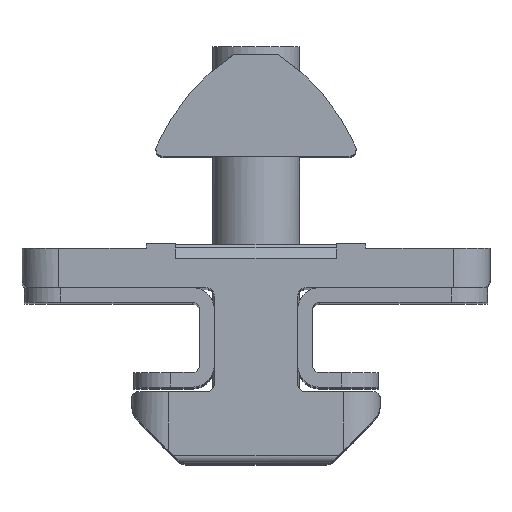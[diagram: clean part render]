
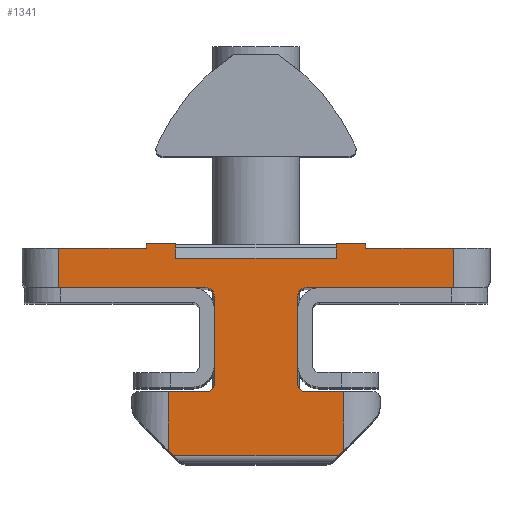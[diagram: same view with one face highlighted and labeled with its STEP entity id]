
A CAD part, top view. The second image highlights one B-rep face of the part: STEP entity #1341.
In plain terms, the highlighted planar face has unit normal (0, 0, 1).
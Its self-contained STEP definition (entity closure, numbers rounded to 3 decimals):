
#1341=ADVANCED_FACE('',(#1777),#1778,.T.);
#1777=FACE_OUTER_BOUND('',#2476,.T.);
#1778=PLANE('',#2477);
#2476=EDGE_LOOP('',(#3732,#3733,#3734,#3735,#3736,#3737,#3738,#3739,#3740,#3741,#3742,#3743,#3744,#3745,#3746,#3747,#3748,#3749,#3750,#3751,#3752,#3753,#3754,#3755,#3756,#3757));
#2477=AXIS2_PLACEMENT_3D('',#3758,#3759,#3760);
#3732=ORIENTED_EDGE('',*,*,#6205,.T.);
#3733=ORIENTED_EDGE('',*,*,#6067,.F.);
#3734=ORIENTED_EDGE('',*,*,#6206,.T.);
#3735=ORIENTED_EDGE('',*,*,#6207,.T.);
#3736=ORIENTED_EDGE('',*,*,#6208,.T.);
#3737=ORIENTED_EDGE('',*,*,#6209,.T.);
#3738=ORIENTED_EDGE('',*,*,#6210,.T.);
#3739=ORIENTED_EDGE('',*,*,#6211,.F.);
#3740=ORIENTED_EDGE('',*,*,#6212,.T.);
#3741=ORIENTED_EDGE('',*,*,#6213,.T.);
#3742=ORIENTED_EDGE('',*,*,#6214,.T.);
#3743=ORIENTED_EDGE('',*,*,#6058,.T.);
#3744=ORIENTED_EDGE('',*,*,#6215,.T.);
#3745=ORIENTED_EDGE('',*,*,#5926,.F.);
#3746=ORIENTED_EDGE('',*,*,#6216,.T.);
#3747=ORIENTED_EDGE('',*,*,#6217,.F.);
#3748=ORIENTED_EDGE('',*,*,#6218,.T.);
#3749=ORIENTED_EDGE('',*,*,#6014,.F.);
#3750=ORIENTED_EDGE('',*,*,#6219,.T.);
#3751=ORIENTED_EDGE('',*,*,#5978,.T.);
#3752=ORIENTED_EDGE('',*,*,#6220,.T.);
#3753=ORIENTED_EDGE('',*,*,#5998,.T.);
#3754=ORIENTED_EDGE('',*,*,#6221,.T.);
#3755=ORIENTED_EDGE('',*,*,#6222,.F.);
#3756=ORIENTED_EDGE('',*,*,#6223,.T.);
#3757=ORIENTED_EDGE('',*,*,#6182,.F.);
#3758=CARTESIAN_POINT('',(-15.5,12.5,80.0));
#3759=DIRECTION('',(0.0,0.0,1.0));
#3760=DIRECTION('',(1.0,0.0,0.0));
#5926=EDGE_CURVE('',#6933,#6935,#6936,.T.);
#5978=EDGE_CURVE('',#7031,#7029,#7032,.T.);
#5998=EDGE_CURVE('',#7068,#7066,#7069,.T.);
#6014=EDGE_CURVE('',#7096,#7098,#7099,.T.);
#6058=EDGE_CURVE('',#7181,#7182,#7183,.T.);
#6067=EDGE_CURVE('',#7195,#7197,#7198,.T.);
#6182=EDGE_CURVE('',#7410,#7412,#7413,.T.);
#6205=EDGE_CURVE('',#7410,#7197,#7452,.T.);
#6206=EDGE_CURVE('',#7195,#7453,#7454,.T.);
#6207=EDGE_CURVE('',#7453,#7455,#7456,.T.);
#6208=EDGE_CURVE('',#7455,#7457,#7458,.T.);
#6209=EDGE_CURVE('',#7457,#7459,#7460,.T.);
#6210=EDGE_CURVE('',#7459,#7461,#7462,.T.);
#6211=EDGE_CURVE('',#7463,#7461,#7464,.T.);
#6212=EDGE_CURVE('',#7463,#7465,#7466,.T.);
#6213=EDGE_CURVE('',#7465,#7467,#7468,.T.);
#6214=EDGE_CURVE('',#7467,#7181,#7469,.T.);
#6215=EDGE_CURVE('',#7182,#6935,#7470,.T.);
#6216=EDGE_CURVE('',#6933,#7471,#7472,.T.);
#6217=EDGE_CURVE('',#7473,#7471,#7474,.T.);
#6218=EDGE_CURVE('',#7473,#7098,#7475,.T.);
#6219=EDGE_CURVE('',#7096,#7031,#7476,.T.);
#6220=EDGE_CURVE('',#7029,#7068,#7477,.T.);
#6221=EDGE_CURVE('',#7066,#7478,#7479,.T.);
#6222=EDGE_CURVE('',#7480,#7478,#7481,.T.);
#6223=EDGE_CURVE('',#7480,#7412,#7482,.T.);
#6933=VERTEX_POINT('',#8808);
#6935=VERTEX_POINT('',#8811);
#6936=CIRCLE('',#8812,0.58);
#7029=VERTEX_POINT('',#9060);
#7031=VERTEX_POINT('',#9062);
#7032=LINE('',#9063,#9064);
#7066=VERTEX_POINT('',#9187);
#7068=VERTEX_POINT('',#9189);
#7069=LINE('',#9190,#9191);
#7096=VERTEX_POINT('',#9279);
#7098=VERTEX_POINT('',#9281);
#7099=LINE('',#9282,#9283);
#7181=VERTEX_POINT('',#9518);
#7182=VERTEX_POINT('',#9519);
#7183=LINE('',#9520,#9521);
#7195=VERTEX_POINT('',#9553);
#7197=VERTEX_POINT('',#9555);
#7198=LINE('',#9556,#9557);
#7410=VERTEX_POINT('',#10067);
#7412=VERTEX_POINT('',#10070);
#7413=CIRCLE('',#10071,0.58);
#7452=LINE('',#10148,#10149);
#7453=VERTEX_POINT('',#10150);
#7454=LINE('',#10151,#10152);
#7455=VERTEX_POINT('',#10153);
#7456=LINE('',#10154,#10155);
#7457=VERTEX_POINT('',#10156);
#7458=LINE('',#10157,#10158);
#7459=VERTEX_POINT('',#10159);
#7460=LINE('',#10160,#10161);
#7461=VERTEX_POINT('',#10162);
#7462=LINE('',#10163,#10164);
#7463=VERTEX_POINT('',#10165);
#7464=LINE('',#10166,#10167);
#7465=VERTEX_POINT('',#10168);
#7466=LINE('',#10169,#10170);
#7467=VERTEX_POINT('',#10171);
#7468=LINE('',#10172,#10173);
#7469=LINE('',#10174,#10175);
#7470=LINE('',#10176,#10177);
#7471=VERTEX_POINT('',#10178);
#7472=LINE('',#10179,#10180);
#7473=VERTEX_POINT('',#10181);
#7474=CIRCLE('',#10182,0.5);
#7475=LINE('',#10183,#10184);
#7476=LINE('',#10185,#10186);
#7477=LINE('',#10187,#10188);
#7478=VERTEX_POINT('',#10189);
#7479=LINE('',#10190,#10191);
#7480=VERTEX_POINT('',#10192);
#7481=CIRCLE('',#10193,0.5);
#7482=LINE('',#10194,#10195);
#8808=CARTESIAN_POINT('',(-2.85,11.42,80.0));
#8811=CARTESIAN_POINT('',(-3.43,12.0,80.0));
#8812=AXIS2_PLACEMENT_3D('',#11756,#11757,#11758);
#9060=CARTESIAN_POINT('',(5.634,0.5,80.0));
#9062=CARTESIAN_POINT('',(-5.634,0.5,80.0));
#9063=CARTESIAN_POINT('',(15.0,0.5,80.0));
#9064=VECTOR('',#11823,1.0);
#9187=CARTESIAN_POINT('',(6.0,4.9,80.0));
#9189=CARTESIAN_POINT('',(6.0,0.87,80.0));
#9190=CARTESIAN_POINT('',(6.0,-5.1,80.0));
#9191=VECTOR('',#11846,1.0);
#9279=CARTESIAN_POINT('',(-6.0,0.87,80.0));
#9281=CARTESIAN_POINT('',(-6.0,4.9,80.0));
#9282=CARTESIAN_POINT('',(-6.0,-5.1,80.0));
#9283=VECTOR('',#11865,1.0);
#9518=CARTESIAN_POINT('',(-13.5,14.7,80.0));
#9519=CARTESIAN_POINT('',(-13.5,12.0,80.0));
#9520=CARTESIAN_POINT('',(-13.5,20.0,80.0));
#9521=VECTOR('',#11924,1.0);
#9553=CARTESIAN_POINT('',(13.5,14.7,80.0));
#9555=CARTESIAN_POINT('',(13.5,12.0,80.0));
#9556=CARTESIAN_POINT('',(13.5,20.0,80.0));
#9557=VECTOR('',#11938,1.0);
#10067=CARTESIAN_POINT('',(3.43,12.0,80.0));
#10070=CARTESIAN_POINT('',(2.85,11.42,80.0));
#10071=AXIS2_PLACEMENT_3D('',#12081,#12082,#12083);
#10148=CARTESIAN_POINT('',(3.43,12.0,80.0));
#10149=VECTOR('',#12113,1.0);
#10150=CARTESIAN_POINT('',(7.5,14.7,80.0));
#10151=CARTESIAN_POINT('',(16.0,14.7,80.0));
#10152=VECTOR('',#12114,1.0);
#10153=CARTESIAN_POINT('',(7.5,15.0,80.0));
#10154=CARTESIAN_POINT('',(7.5,14.7,80.0));
#10155=VECTOR('',#12115,1.0);
#10156=CARTESIAN_POINT('',(5.5,15.0,80.0));
#10157=CARTESIAN_POINT('',(7.5,15.0,80.0));
#10158=VECTOR('',#12116,1.0);
#10159=CARTESIAN_POINT('',(5.5,14.0,80.0));
#10160=CARTESIAN_POINT('',(5.5,22.0,80.0));
#10161=VECTOR('',#12117,1.0);
#10162=CARTESIAN_POINT('',(-5.5,14.0,80.0));
#10163=CARTESIAN_POINT('',(5.5,14.0,80.0));
#10164=VECTOR('',#12118,1.0);
#10165=CARTESIAN_POINT('',(-5.5,15.0,80.0));
#10166=CARTESIAN_POINT('',(-5.5,22.0,80.0));
#10167=VECTOR('',#12119,1.0);
#10168=CARTESIAN_POINT('',(-7.5,15.0,80.0));
#10169=CARTESIAN_POINT('',(7.5,15.0,80.0));
#10170=VECTOR('',#12120,1.0);
#10171=CARTESIAN_POINT('',(-7.5,14.7,80.0));
#10172=CARTESIAN_POINT('',(-7.5,15.0,80.0));
#10173=VECTOR('',#12121,1.0);
#10174=CARTESIAN_POINT('',(-7.5,14.7,80.0));
#10175=VECTOR('',#12122,1.0);
#10176=CARTESIAN_POINT('',(-15.5,12.0,80.0));
#10177=VECTOR('',#12123,1.0);
#10178=CARTESIAN_POINT('',(-2.85,5.4,80.0));
#10179=CARTESIAN_POINT('',(-2.85,11.42,80.0));
#10180=VECTOR('',#12124,1.0);
#10181=CARTESIAN_POINT('',(-3.35,4.9,80.0));
#10182=AXIS2_PLACEMENT_3D('',#12125,#12126,#12127);
#10183=CARTESIAN_POINT('',(-3.35,4.9,80.0));
#10184=VECTOR('',#12128,1.0);
#10185=CARTESIAN_POINT('',(-8.067,2.962,80.0));
#10186=VECTOR('',#12129,1.0);
#10187=CARTESIAN_POINT('',(5.434,0.297,80.0));
#10188=VECTOR('',#12130,1.0);
#10189=CARTESIAN_POINT('',(3.35,4.9,80.0));
#10190=CARTESIAN_POINT('',(8.0,4.9,80.0));
#10191=VECTOR('',#12131,1.0);
#10192=CARTESIAN_POINT('',(2.85,5.4,80.0));
#10193=AXIS2_PLACEMENT_3D('',#12132,#12133,#12134);
#10194=CARTESIAN_POINT('',(2.85,5.4,80.0));
#10195=VECTOR('',#12135,1.0);
#11756=CARTESIAN_POINT('',(-3.43,11.42,80.0));
#11757=DIRECTION('',(0.0,0.0,1.0));
#11758=DIRECTION('',(1.0,0.0,0.0));
#11823=DIRECTION('',(1.0,0.0,0.0));
#11846=DIRECTION('',(0.0,1.0,0.0));
#11865=DIRECTION('',(0.0,1.0,0.0));
#11924=DIRECTION('',(0.0,-1.0,0.0));
#11938=DIRECTION('',(0.0,-1.0,0.0));
#12081=CARTESIAN_POINT('',(3.43,11.42,80.0));
#12082=DIRECTION('',(0.0,0.0,1.0));
#12083=DIRECTION('',(1.0,0.0,0.0));
#12113=DIRECTION('',(1.0,0.0,0.0));
#12114=DIRECTION('',(-1.0,0.0,0.0));
#12115=DIRECTION('',(0.0,1.0,0.0));
#12116=DIRECTION('',(-1.0,0.0,0.0));
#12117=DIRECTION('',(0.0,-1.0,0.0));
#12118=DIRECTION('',(-1.0,0.0,0.0));
#12119=DIRECTION('',(0.0,-1.0,0.0));
#12120=DIRECTION('',(-1.0,0.0,0.0));
#12121=DIRECTION('',(0.0,-1.0,0.0));
#12122=DIRECTION('',(-1.0,0.0,0.0));
#12123=DIRECTION('',(1.0,0.0,0.0));
#12124=DIRECTION('',(0.0,-1.0,0.0));
#12125=CARTESIAN_POINT('',(-3.35,5.4,80.0));
#12126=DIRECTION('',(0.0,0.0,1.0));
#12127=DIRECTION('',(1.0,0.0,0.0));
#12128=DIRECTION('',(-1.0,0.0,0.0));
#12129=DIRECTION('',(0.703,-0.711,0.0));
#12130=DIRECTION('',(0.703,0.711,0.0));
#12131=DIRECTION('',(-1.0,0.0,0.0));
#12132=CARTESIAN_POINT('',(3.35,5.4,80.0));
#12133=DIRECTION('',(0.0,0.0,1.0));
#12134=DIRECTION('',(1.0,0.0,0.0));
#12135=DIRECTION('',(0.0,1.0,0.0));
